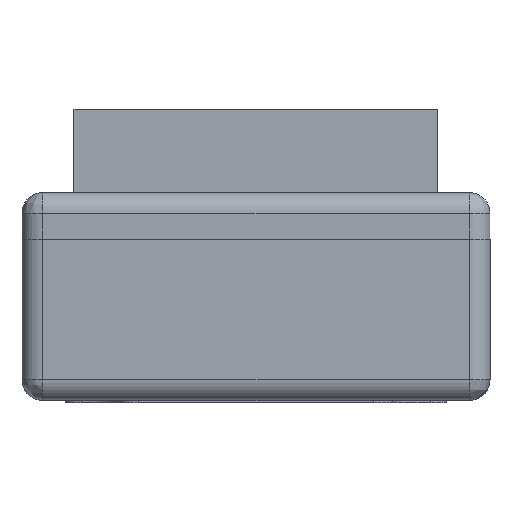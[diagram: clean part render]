
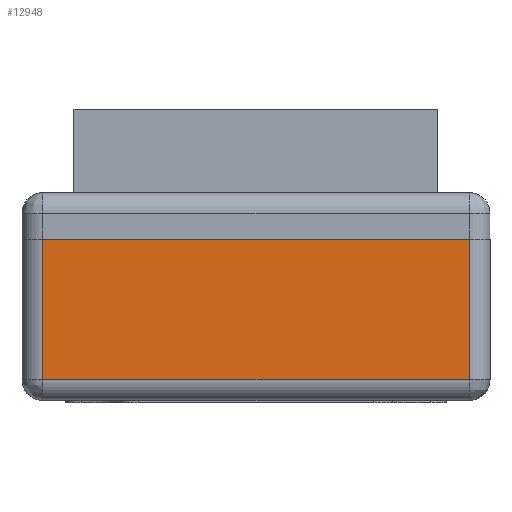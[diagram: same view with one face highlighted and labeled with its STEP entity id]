
A CAD part, left-side view. The second image highlights one B-rep face of the part: STEP entity #12948.
In plain terms, the highlighted planar face has unit normal (-1, 0, 0).
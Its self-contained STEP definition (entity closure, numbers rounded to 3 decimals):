
#396 = ORIENTED_EDGE ( 'NONE', *, *, #13635, .F. ) ;
#397 = ORIENTED_EDGE ( 'NONE', *, *, #13636, .F. ) ;
#398 = ORIENTED_EDGE ( 'NONE', *, *, #13633, .F. ) ;
#399 = ORIENTED_EDGE ( 'NONE', *, *, #13556, .F. ) ;
#996 = EDGE_LOOP ( 'NONE', ( #396, #397, #398, #399 ) ) ;
#1547 = VERTEX_POINT ( 'NONE', #2410 ) ;
#1549 = VERTEX_POINT ( 'NONE', #2412 ) ;
#1594 = VERTEX_POINT ( 'NONE', #2444 ) ;
#1612 = VERTEX_POINT ( 'NONE', #2454 ) ;
#2410 = CARTESIAN_POINT ( 'NONE',  ( -60., 8., 14.65 ) ) ;
#2412 = CARTESIAN_POINT ( 'NONE',  ( -60., -33., 14.65 ) ) ;
#2444 = CARTESIAN_POINT ( 'NONE',  ( -60., 8., 1.15 ) ) ;
#2454 = CARTESIAN_POINT ( 'NONE',  ( -60., -33., 1.15 ) ) ;
#5220 = FACE_OUTER_BOUND ( 'NONE', #996, .T. ) ;
#5288 = AXIS2_PLACEMENT_3D ( 'NONE', #5632, #5633, #5634 ) ;
#5624 = PLANE ( 'NONE',  #5288 ) ;
#5632 = CARTESIAN_POINT ( 'NONE',  ( -60., -33., 1.15 ) ) ;
#5633 = DIRECTION ( 'NONE',  ( 1., 0., 0. ) ) ;
#5634 = DIRECTION ( 'NONE',  ( 0., 1., 0. ) ) ;
#10445 = LINE ( 'NONE', #11390, #10448 ) ;
#10448 = VECTOR ( 'NONE', #11378, 1000. ) ;
#11378 = DIRECTION ( 'NONE',  ( 0., -1., 0. ) ) ;
#11390 = CARTESIAN_POINT ( 'NONE',  ( -60., -12.5, 14.65 ) ) ;
#11571 = CARTESIAN_POINT ( 'NONE',  ( -60., 8., 7.9 ) ) ;
#11572 = DIRECTION ( 'NONE',  ( 0., 0., 1. ) ) ;
#11582 = CARTESIAN_POINT ( 'NONE',  ( -60., -33., 7.9 ) ) ;
#11583 = DIRECTION ( 'NONE',  ( 0., 0., -1. ) ) ;
#11589 = CARTESIAN_POINT ( 'NONE',  ( -60., -12.5, 1.15 ) ) ;
#11590 = DIRECTION ( 'NONE',  ( 0., 1., 0. ) ) ;
#12029 = LINE ( 'NONE', #11582, #12032 ) ;
#12032 = VECTOR ( 'NONE', #11583, 1000. ) ;
#12033 = LINE ( 'NONE', #11571, #12035 ) ;
#12034 = LINE ( 'NONE', #11589, #12037 ) ;
#12035 = VECTOR ( 'NONE', #11572, 1000. ) ;
#12037 = VECTOR ( 'NONE', #11590, 1000. ) ;
#12948 = ADVANCED_FACE ( 'NONE', ( #5220 ), #5624, .F. ) ;
#13556 = EDGE_CURVE ( 'NONE', #1547, #1549, #10445, .T. ) ;
#13633 = EDGE_CURVE ( 'NONE', #1549, #1612, #12029, .T. ) ;
#13635 = EDGE_CURVE ( 'NONE', #1594, #1547, #12033, .T. ) ;
#13636 = EDGE_CURVE ( 'NONE', #1612, #1594, #12034, .T. ) ;
